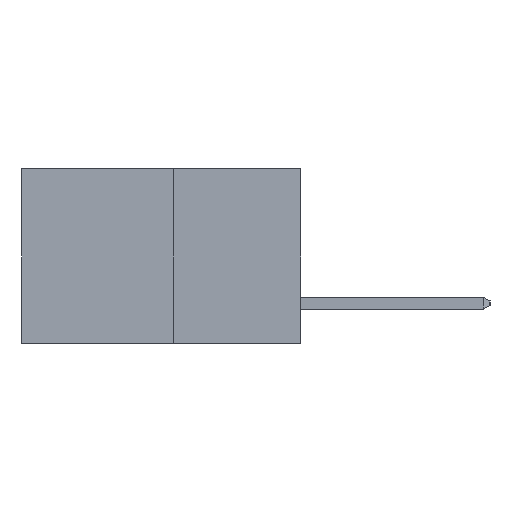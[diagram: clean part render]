
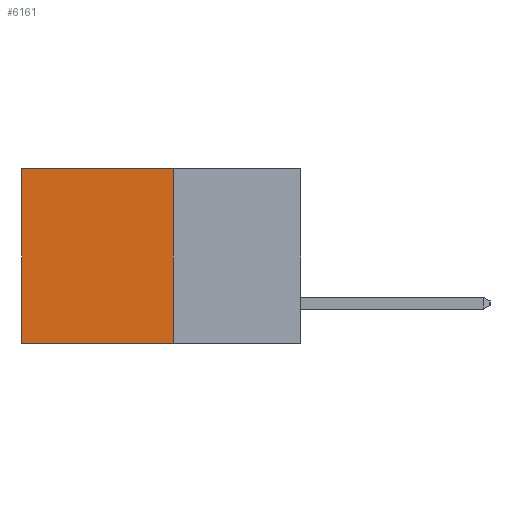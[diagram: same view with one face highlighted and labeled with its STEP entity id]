
A CAD part, left-side view. The second image highlights one B-rep face of the part: STEP entity #6161.
In plain terms, the highlighted planar face has unit normal (-1, 0, 0).
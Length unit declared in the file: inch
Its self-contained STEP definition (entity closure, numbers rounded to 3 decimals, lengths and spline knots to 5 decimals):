
#168 = CARTESIAN_POINT ( 'NONE',  ( 0.277, 0.27, -0.37 ) ) ;
#1078 = CARTESIAN_POINT ( 'NONE',  ( 0.277, 0.27, 0. ) ) ;
#1601 = ORIENTED_EDGE ( 'NONE', *, *, #19466, .F. ) ;
#1991 = VERTEX_POINT ( 'NONE', #10389 ) ;
#2192 = LINE ( 'NONE', #23534, #12618 ) ;
#2380 = PLANE ( 'NONE',  #12181 ) ;
#4105 = EDGE_LOOP ( 'NONE', ( #8135, #13414, #1601, #8312 ) ) ;
#4198 = DIRECTION ( 'NONE',  ( 0., 0., -1. ) ) ;
#4972 = VECTOR ( 'NONE', #21429, 39.37008 ) ;
#5546 = LINE ( 'NONE', #19585, #4972 ) ;
#5732 = EDGE_CURVE ( 'NONE', #15777, #13988, #17564, .T. ) ;
#6161 = ADVANCED_FACE ( 'NONE', ( #13196 ), #2380, .F. ) ;
#6338 = LINE ( 'NONE', #168, #16233 ) ;
#8135 = ORIENTED_EDGE ( 'NONE', *, *, #5732, .T. ) ;
#8312 = ORIENTED_EDGE ( 'NONE', *, *, #13067, .T. ) ;
#8332 = CARTESIAN_POINT ( 'NONE',  ( 0.277, 0.59, -0.37 ) ) ;
#9574 = EDGE_CURVE ( 'NONE', #1991, #13988, #6338, .T. ) ;
#10389 = CARTESIAN_POINT ( 'NONE',  ( 0.277, 0.27, -0.37 ) ) ;
#10629 = DIRECTION ( 'NONE',  ( 0., 1., 0. ) ) ;
#11471 = CARTESIAN_POINT ( 'NONE',  ( 0.277, 0.59, 0. ) ) ;
#11578 = CARTESIAN_POINT ( 'NONE',  ( 0.277, 0.27, -0.37 ) ) ;
#12099 = DIRECTION ( 'NONE',  ( 0., 0., -1. ) ) ;
#12181 = AXIS2_PLACEMENT_3D ( 'NONE', #11578, #15325, #4198 ) ;
#12618 = VECTOR ( 'NONE', #10629, 39.37008 ) ;
#12661 = VECTOR ( 'NONE', #12099, 39.37008 ) ;
#13057 = DIRECTION ( 'NONE',  ( 0., 1., 0. ) ) ;
#13067 = EDGE_CURVE ( 'NONE', #17700, #15777, #2192, .T. ) ;
#13196 = FACE_OUTER_BOUND ( 'NONE', #4105, .T. ) ;
#13414 = ORIENTED_EDGE ( 'NONE', *, *, #9574, .F. ) ;
#13988 = VERTEX_POINT ( 'NONE', #20570 ) ;
#15325 = DIRECTION ( 'NONE',  ( 1., 0., 0. ) ) ;
#15777 = VERTEX_POINT ( 'NONE', #11471 ) ;
#16233 = VECTOR ( 'NONE', #13057, 39.37008 ) ;
#17564 = LINE ( 'NONE', #8332, #12661 ) ;
#17700 = VERTEX_POINT ( 'NONE', #1078 ) ;
#19466 = EDGE_CURVE ( 'NONE', #17700, #1991, #5546, .T. ) ;
#19585 = CARTESIAN_POINT ( 'NONE',  ( 0.277, 0.27, -0.37 ) ) ;
#20570 = CARTESIAN_POINT ( 'NONE',  ( 0.277, 0.59, -0.37 ) ) ;
#21429 = DIRECTION ( 'NONE',  ( 0., 0., -1. ) ) ;
#23534 = CARTESIAN_POINT ( 'NONE',  ( 0.277, 0.27, 0. ) ) ;
